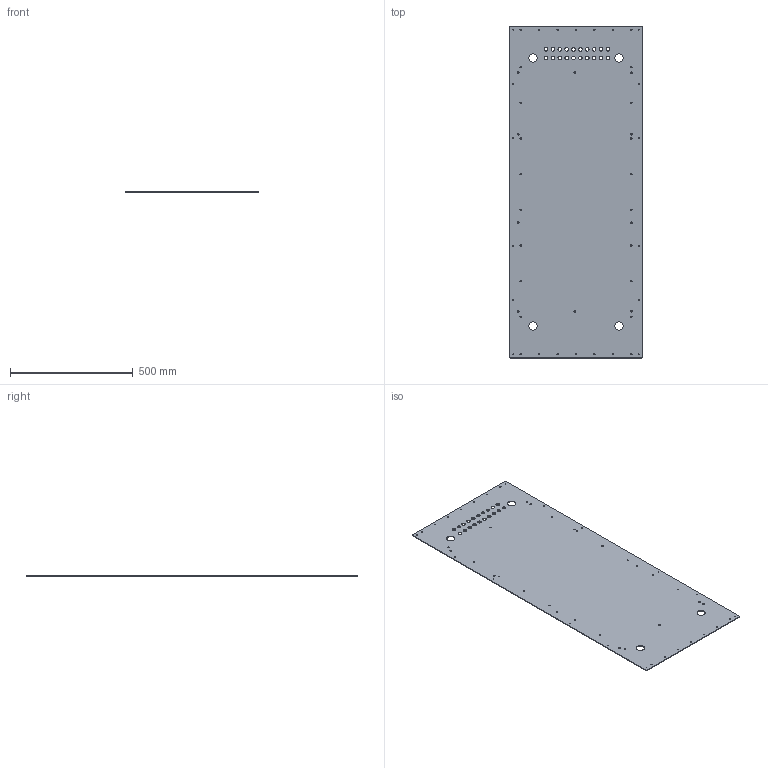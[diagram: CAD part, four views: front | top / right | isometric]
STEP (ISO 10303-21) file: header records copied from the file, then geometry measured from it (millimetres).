
FILE_DESCRIPTION(/* description */ ('Fundo Suporte Painel','CAx-IF Rec.Pracs.---Representation and Presentation of Product Manufacturing Information (PMI)---4.0---2014-10-13'),/* implementation_level */ '2;1');
FILE_NAME(/* name */ '',/* time_stamp */ '2025-10-08T12:55:11-04:00',/* author */ ('wandr'),/* organization */ ('ELGIN'),/* preprocessor_version */ 'ST-DEVELOPER v20.1',/* originating_system */ 'Autodesk Inventor 2026',/* authorisation */ '');
FILE_SCHEMA (('AP242_MANAGED_MODEL_BASED_3D_ENGINEERING_MIM_LF { 1 0 10303 442 2 1 4 }'));
Length unit declared in the file: millimetre
Products named in the file (1): MD00-00-003
Bounding box: 540 x 1350 x 3 mm (x, y, z)
Volume: 2162990.4 mm3; surface area: 1459750.6 mm2
Topology: 1 solids, 1 shells, 86 faces, 252 edges, 168 vertices
Faces by surface type: cylinder 76, plane 10
Full cylindrical faces by diameter (mm): 3.242 x18, 5.5 x24, 6.6 x10, 14.5 x20, 34 x4
Entity records: 3690 total; most frequent: DIRECTION 618, CARTESIAN_POINT 615, ORIENTED_EDGE 504, AXIS2_PLACEMENT_3D 259, EDGE_CURVE 252, EDGE_LOOP 238, VERTEX_POINT 168, CIRCLE 156
